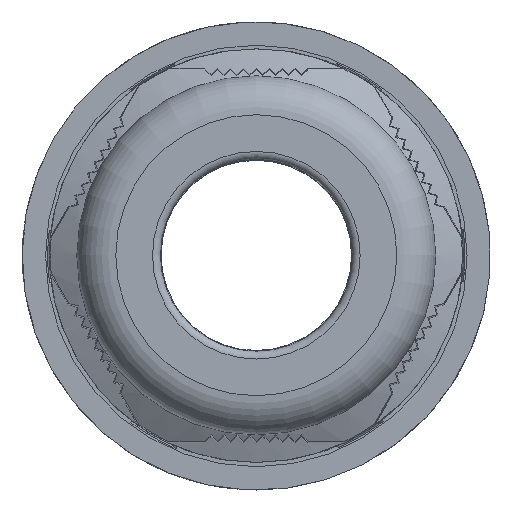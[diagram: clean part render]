
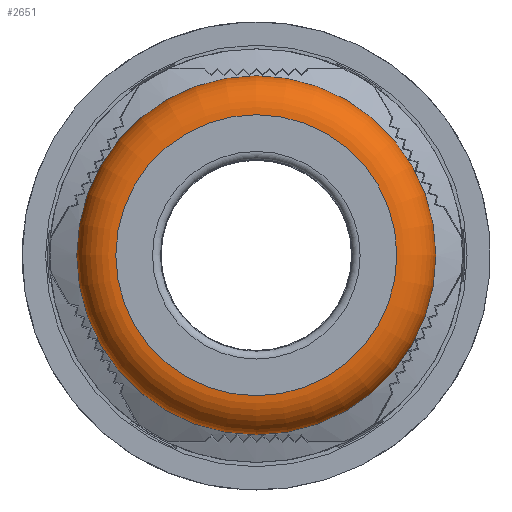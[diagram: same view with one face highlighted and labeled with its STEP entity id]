
A CAD part, top view. The second image highlights one B-rep face of the part: STEP entity #2651.
In plain terms, the highlighted toroidal (fillet/blend) face has major radius 9 mm and minor radius 2.5 mm.
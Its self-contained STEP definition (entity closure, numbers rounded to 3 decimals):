
#256=TOROIDAL_SURFACE('',#11663,9.,2.5);
#2045=FACE_BOUND('',#3975,.T.);
#2046=FACE_BOUND('',#3976,.T.);
#2651=ADVANCED_FACE('',(#2045,#2046),#256,.T.);
#3975=EDGE_LOOP('',(#8156));
#3976=EDGE_LOOP('',(#8157));
#8156=ORIENTED_EDGE('',*,*,#10960,.F.);
#8157=ORIENTED_EDGE('',*,*,#10961,.F.);
#9352=VERTEX_POINT('',#31571);
#9353=VERTEX_POINT('',#31574);
#10960=EDGE_CURVE('',#9352,#9352,#11131,.T.);
#10961=EDGE_CURVE('',#9353,#9353,#11132,.T.);
#11131=CIRCLE('',#11660,11.5);
#11132=CIRCLE('',#11662,9.);
#11660=AXIS2_PLACEMENT_3D('',#31570,#13387,#13388);
#11662=AXIS2_PLACEMENT_3D('',#31573,#13391,#13392);
#11663=AXIS2_PLACEMENT_3D('',#31575,#13393,#13394);
#13387=DIRECTION('',(0.,0.,-1.));
#13388=DIRECTION('',(1.,0.,0.));
#13391=DIRECTION('',(0.,0.,1.));
#13392=DIRECTION('',(1.,0.,0.));
#13393=DIRECTION('',(0.,0.,1.));
#13394=DIRECTION('',(1.,0.,0.));
#31570=CARTESIAN_POINT('',(0.,-65.,35.64));
#31571=CARTESIAN_POINT('',(11.5,-65.,35.64));
#31573=CARTESIAN_POINT('',(0.,-65.,38.14));
#31574=CARTESIAN_POINT('',(9.,-65.,38.14));
#31575=CARTESIAN_POINT('',(0.,-65.,35.64));
